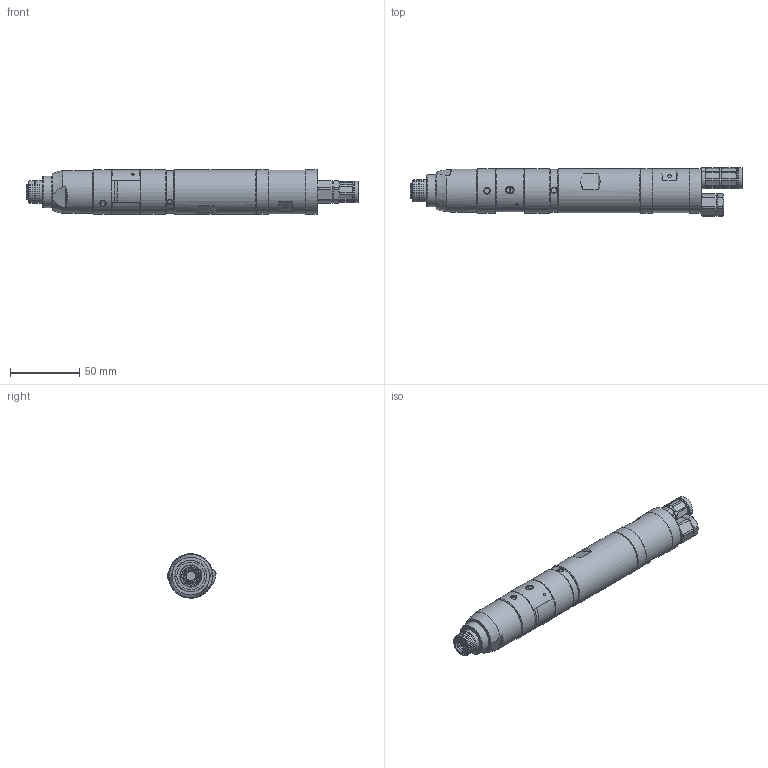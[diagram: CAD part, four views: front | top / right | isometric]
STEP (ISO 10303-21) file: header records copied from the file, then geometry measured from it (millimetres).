
FILE_DESCRIPTION(/* description */ ('20 MC 5A','CAx-IF Rec.Pracs.---Representation and Presentation of Product Manufacturing Information (PMI)---4.0---2014-10-13'),/* implementation_level */ '2;1');
FILE_NAME(/* name */ '20 MC 5A_60029716.stp',/* time_stamp */ '2025-07-29T16:36:29+02:00',/* author */ ('DSteinicke'),/* organization */ (''),/* preprocessor_version */ 'ST-DEVELOPER v20',/* originating_system */ 'Autodesk Inventor 2024',/* authorisation */ '');
FILE_SCHEMA (('AP242_MANAGED_MODEL_BASED_3D_ENGINEERING_MIM_LF { 1 0 10303 442 1 1 4 }'));
Length unit declared in the file: millimetre
Products named in the file (1): 60029716
Bounding box: 239.2 x 34.92 x 32 mm (x, y, z)
Volume: 159624.5 mm3; surface area: 31001.8 mm2
Topology: 4 solids, 8 shells, 445 faces, 1163 edges, 778 vertices
Faces by surface type: plane 202, cylinder 173, bspline 38, cone 23, sphere 7, torus 2
Full cylindrical faces by diameter (mm): 1.5 x12, 2 x1, 2.6 x1, 3 x2, 4 x6, 6 x1, 6.8 x1, 8 x2, 8.6 x1, 9.6 x1, 10 x1, 10.5 x1, 10.7 x2, 10.8 x2, 11.4 x2, 11.8 x2, 12.8 x1, 13 x1, 14.476 x1, 15.2 x1, 15.5 x3, 16 x4, 20 x1, 22.427 x1, 23 x1, 30.5 x2, 31 x2, 31.6 x1, 32 x5
Entity records: 22297 total; most frequent: CARTESIAN_POINT 11407, ORIENTED_EDGE 2346, DIRECTION 2121, EDGE_CURVE 1173, AXIS2_PLACEMENT_3D 797, VERTEX_POINT 788, LINE 527, VECTOR 527
